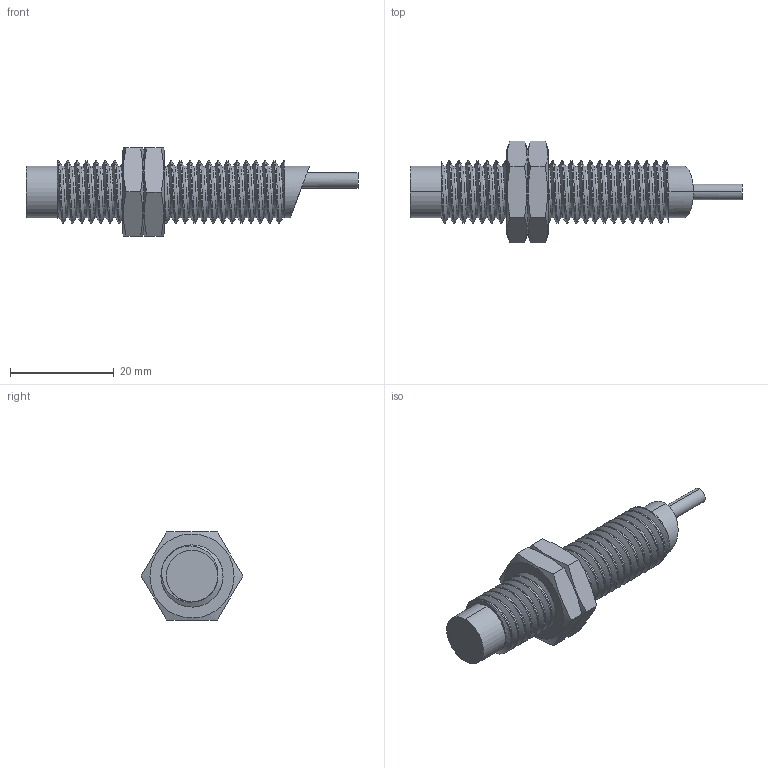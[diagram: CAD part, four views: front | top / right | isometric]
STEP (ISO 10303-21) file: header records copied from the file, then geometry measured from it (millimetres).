
FILE_DESCRIPTION (( 'STEP AP214' ), '1' );
FILE_NAME ('PXINDTLN12-08NO_3D.STEP', '2022-11-11T23:46:10', ( '' ), ( '' ), 'SwSTEP 2.0', 'SolidWorks 2022', '' );
FILE_SCHEMA (( 'AUTOMOTIVE_DESIGN' ));
Length unit declared in the file: inch
Products named in the file (1): PXINDTLN12-08NO_3D
Bounding box: 64.1 x 19.63 x 17 mm (x, y, z)
Volume: 5959.1 mm3; surface area: 4106.6 mm2
Topology: 2 solids, 2 shells, 84 faces, 225 edges, 152 vertices
Faces by surface type: cylinder 58, plane 19, bspline 7
Entity records: 9102 total; most frequent: CARTESIAN_POINT 6283, ORIENTED_EDGE 450, DIRECTION 253, EDGE_CURVE 225, VERTEX_POINT 152, EDGE_LOOP 93, AXIS2_PLACEMENT_3D 92, UNCERTAINTY_MEASURE_WITH_UNIT 85
